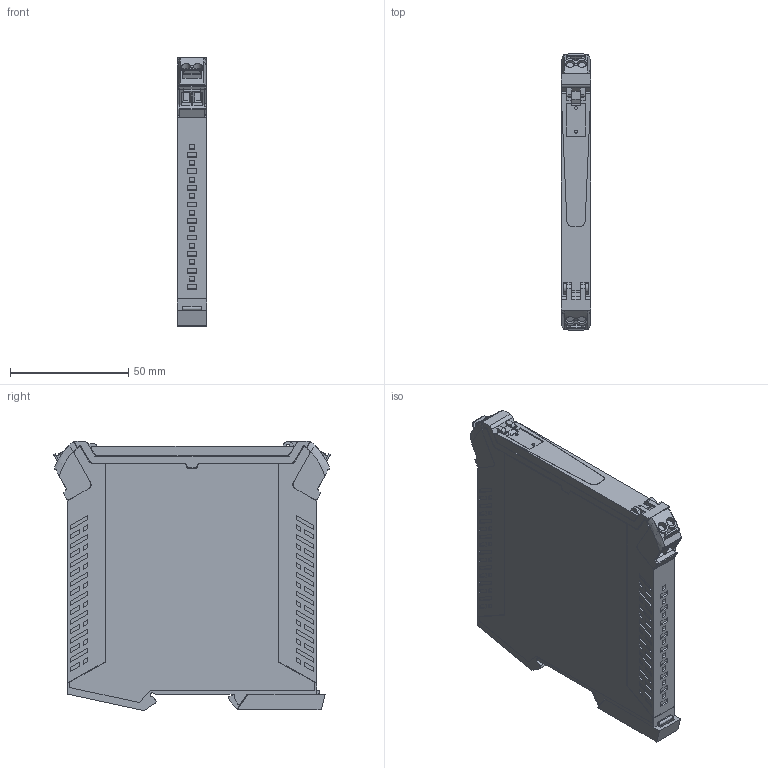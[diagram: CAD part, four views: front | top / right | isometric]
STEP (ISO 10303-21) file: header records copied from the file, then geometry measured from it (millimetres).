
FILE_DESCRIPTION(('CATIA V5 STEP Exchange','CAx-IF Rec.Pracs.--- Model Styling and Organization---1.4--- 2014-01-23'),'2;1');
FILE_NAME ('10661657_3', '2020-03-06T07:15:12+00:00', ('none'), ('Weidmueller'), 'CATIA Version 5-6 Release 2016 SP3 HF44', 'CATIA V5 STEP AP214', 'none');
FILE_SCHEMA(('AUTOMOTIVE_DESIGN { 1 0 10303 214 1 1 1 1 }'));
Length unit declared in the file: millimetre
Products named in the file (1): 7760054119
Bounding box: 12.5 x 117.21 x 114.02 mm (x, y, z)
Volume: 142994.4 mm3; surface area: 39791.9 mm2
Topology: 9 solids, 9 shells, 1287 faces, 3643 edges, 2501 vertices
Faces by surface type: plane 1092, cylinder 159, extrusion 22, revolution 8, bspline 4, sphere 2
Entity records: 40281 total; most frequent: CARTESIAN_POINT 9085, ORIENTED_EDGE 7286, DIRECTION 4279, EDGE_CURVE 3643, VECTOR 2598, LINE 2576, VERTEX_POINT 2501, EDGE_LOOP 1430
